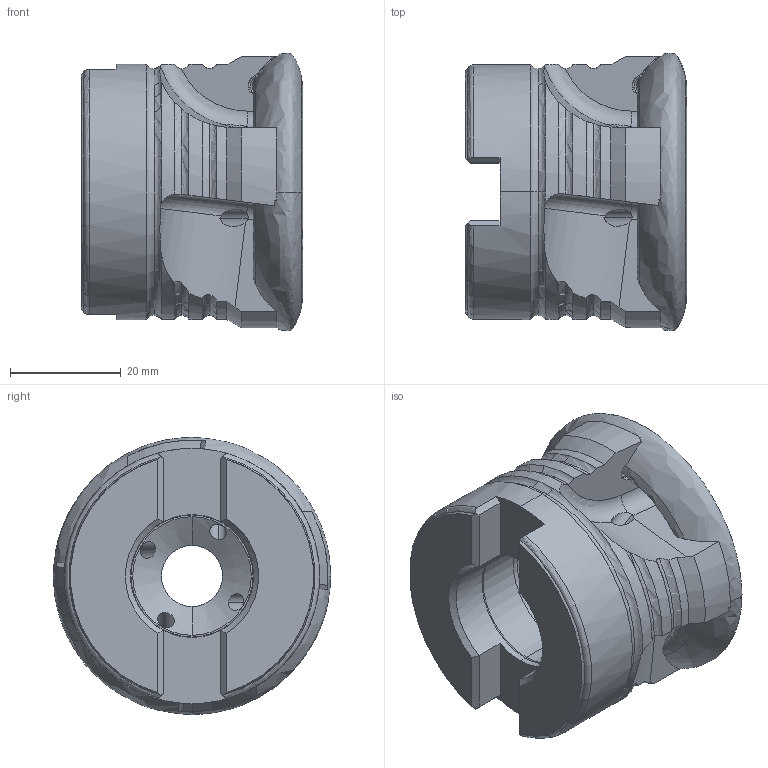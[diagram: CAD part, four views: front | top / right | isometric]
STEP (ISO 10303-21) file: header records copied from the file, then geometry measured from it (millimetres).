
FILE_DESCRIPTION (( 'STEP AP214' ), '1' );
FILE_NAME ('00PP-050-540-4.STEP', '2012-11-16T13:19:01', ( '' ), ( '' ), 'SwSTEP 2.0', 'SolidWorks 2012', '' );
FILE_SCHEMA (( 'AUTOMOTIVE_DESIGN' ));
Length unit declared in the file: millimetre
Products named in the file (1): 00PP-050-540-4
Bounding box: 40 x 50 x 50 mm (x, y, z)
Volume: 45482.8 mm3; surface area: 13061.2 mm2
Topology: 1 solids, 1 shells, 176 faces, 520 edges, 335 vertices
Faces by surface type: cylinder 60, plane 43, torus 32, cone 25, bspline 16
Entity records: 8014 total; most frequent: CARTESIAN_POINT 3585, ORIENTED_EDGE 1040, DIRECTION 769, EDGE_CURVE 520, VERTEX_POINT 335, AXIS2_PLACEMENT_3D 328, B_SPLINE_CURVE_WITH_KNOTS 208, EDGE_LOOP 183
